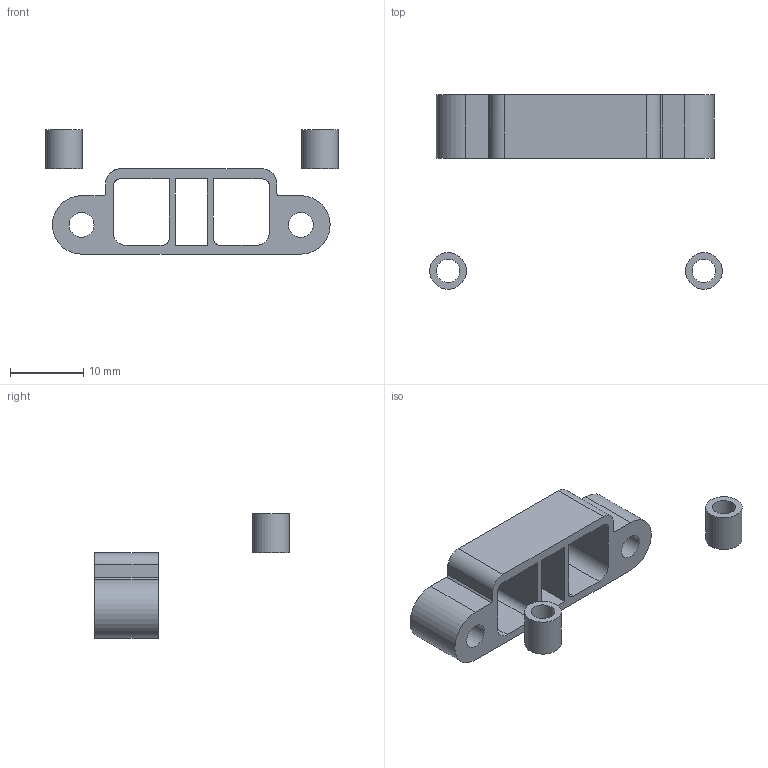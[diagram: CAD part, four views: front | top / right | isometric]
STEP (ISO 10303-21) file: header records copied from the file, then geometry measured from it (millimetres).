
FILE_DESCRIPTION(/* description */ (''),/* implementation_level */ '2;1');
FILE_NAME(/* name */ 'Cariage mgn12 Extra parts V2.step',/* time_stamp */ '2023-02-07T19:46:34Z',/* author */ (''),/* organization */ (''),/* preprocessor_version */ 'ST-DEVELOPER v19.2',/* originating_system */ 'Autodesk Translation Framework v11.17.0.187',/* authorisation */ '');
FILE_SCHEMA (('AUTOMOTIVE_DESIGN { 1 0 10303 214 3 1 1 }'));
Length unit declared in the file: millimetre
Products named in the file (3): Cariage mgn12 Extra parts V2; trihorn spacer For Rapido MGN12H V2; duct spacer trihorn MGN12H
Assembly tree (2 placements, depth 2):
  Cariage mgn12 Extra parts V2
    trihorn spacer For Rapido MGN12H V2
    duct spacer trihorn MGN12H
Bounding box: 40 x 26.61 x 17.01 mm (x, y, z)
Volume: 1671.8 mm3; surface area: 2438.3 mm2
Topology: 3 solids, 3 shells, 42 faces, 110 edges, 74 vertices
Faces by surface type: plane 24, cylinder 10, bspline 8
Full cylindrical faces by diameter (mm): 3.2 x2, 3.4 x2, 5 x2
Entity records: 2055 total; most frequent: CARTESIAN_POINT 908, ORIENTED_EDGE 220, DIRECTION 202, EDGE_CURVE 110, LINE 74, VECTOR 74, VERTEX_POINT 74, AXIS2_PLACEMENT_3D 64
